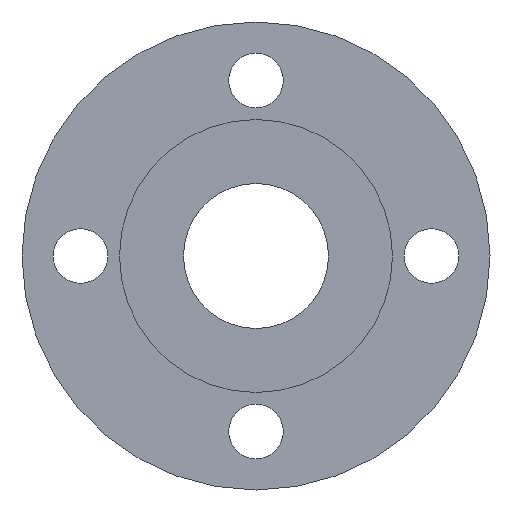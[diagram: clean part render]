
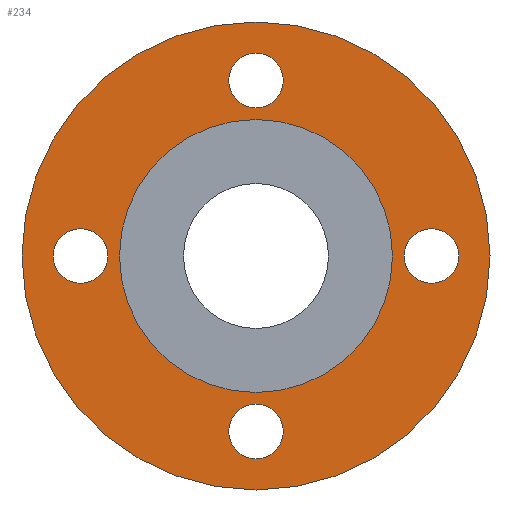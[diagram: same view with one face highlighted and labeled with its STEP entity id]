
A CAD part, front view. The second image highlights one B-rep face of the part: STEP entity #234.
In plain terms, the highlighted planar face has unit normal (0, -1, 0).
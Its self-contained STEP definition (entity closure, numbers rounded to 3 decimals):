
#2 = CARTESIAN_POINT ( 'NONE',  ( 0., 2., -45. ) ) ;
#8 = ORIENTED_EDGE ( 'NONE', *, *, #573, .F. ) ;
#10 = CARTESIAN_POINT ( 'NONE',  ( 0., 2., -60. ) ) ;
#33 = AXIS2_PLACEMENT_3D ( 'NONE', #373, #328, #751 ) ;
#37 = EDGE_CURVE ( 'NONE', #409, #309, #232, .T. ) ;
#40 = VERTEX_POINT ( 'NONE', #398 ) ;
#44 = FACE_BOUND ( 'NONE', #300, .T. ) ;
#65 = CARTESIAN_POINT ( 'NONE',  ( 0., 2., 52. ) ) ;
#84 = EDGE_LOOP ( 'NONE', ( #753, #449 ) ) ;
#87 = EDGE_CURVE ( 'NONE', #767, #527, #508, .T. ) ;
#93 = DIRECTION ( 'NONE',  ( 0., -1., 0. ) ) ;
#111 = DIRECTION ( 'NONE',  ( 0., 1., 0. ) ) ;
#116 = EDGE_LOOP ( 'NONE', ( #351, #119 ) ) ;
#119 = ORIENTED_EDGE ( 'NONE', *, *, #758, .F. ) ;
#120 = CARTESIAN_POINT ( 'NONE',  ( 0., 2., 0. ) ) ;
#124 = DIRECTION ( 'NONE',  ( 0., 0., -1. ) ) ;
#137 = CIRCLE ( 'NONE', #602, 7. ) ;
#138 = DIRECTION ( 'NONE',  ( 0., -1., 0. ) ) ;
#139 = CIRCLE ( 'NONE', #590, 7. ) ;
#143 = CARTESIAN_POINT ( 'NONE',  ( 0., 2., -45. ) ) ;
#147 = ORIENTED_EDGE ( 'NONE', *, *, #37, .F. ) ;
#150 = CIRCLE ( 'NONE', #33, 60. ) ;
#155 = CARTESIAN_POINT ( 'NONE',  ( -45., 2., 0. ) ) ;
#162 = DIRECTION ( 'NONE',  ( 0., 0., -1. ) ) ;
#199 = CARTESIAN_POINT ( 'NONE',  ( 0., 2., 38. ) ) ;
#223 = CIRCLE ( 'NONE', #336, 7. ) ;
#226 = VERTEX_POINT ( 'NONE', #720 ) ;
#232 = CIRCLE ( 'NONE', #787, 7. ) ;
#234 = ADVANCED_FACE ( 'NONE', ( #526, #538, #44, #291, #407, #727 ), #731, .T. ) ;
#237 = DIRECTION ( 'NONE',  ( 0., 1., 0. ) ) ;
#238 = DIRECTION ( 'NONE',  ( 0., -1., 0. ) ) ;
#249 = EDGE_LOOP ( 'NONE', ( #147, #729 ) ) ;
#254 = CARTESIAN_POINT ( 'NONE',  ( 0., 2., 45. ) ) ;
#259 = AXIS2_PLACEMENT_3D ( 'NONE', #780, #138, #382 ) ;
#265 = DIRECTION ( 'NONE',  ( 0., 0., -1. ) ) ;
#266 = DIRECTION ( 'NONE',  ( 0., 0., -1. ) ) ;
#270 = CARTESIAN_POINT ( 'NONE',  ( 0., 2., 0. ) ) ;
#283 = ORIENTED_EDGE ( 'NONE', *, *, #488, .F. ) ;
#291 = FACE_BOUND ( 'NONE', #576, .T. ) ;
#293 = AXIS2_PLACEMENT_3D ( 'NONE', #456, #714, #266 ) ;
#297 = CARTESIAN_POINT ( 'NONE',  ( 45., 2., 0. ) ) ;
#300 = EDGE_LOOP ( 'NONE', ( #8, #283 ) ) ;
#307 = CIRCLE ( 'NONE', #293, 7. ) ;
#309 = VERTEX_POINT ( 'NONE', #65 ) ;
#319 = DIRECTION ( 'NONE',  ( 0., -1., 0. ) ) ;
#324 = AXIS2_PLACEMENT_3D ( 'NONE', #120, #237, #416 ) ;
#328 = DIRECTION ( 'NONE',  ( 0., 1., 0. ) ) ;
#335 = AXIS2_PLACEMENT_3D ( 'NONE', #794, #238, #162 ) ;
#336 = AXIS2_PLACEMENT_3D ( 'NONE', #254, #356, #124 ) ;
#341 = DIRECTION ( 'NONE',  ( 0., 0., -1. ) ) ;
#344 = CARTESIAN_POINT ( 'NONE',  ( 0., 2., -35. ) ) ;
#351 = ORIENTED_EDGE ( 'NONE', *, *, #647, .F. ) ;
#353 = VERTEX_POINT ( 'NONE', #686 ) ;
#356 = DIRECTION ( 'NONE',  ( 0., -1., 0. ) ) ;
#364 = VERTEX_POINT ( 'NONE', #422 ) ;
#367 = ORIENTED_EDGE ( 'NONE', *, *, #682, .F. ) ;
#373 = CARTESIAN_POINT ( 'NONE',  ( 0., 2., 0. ) ) ;
#375 = ORIENTED_EDGE ( 'NONE', *, *, #87, .F. ) ;
#382 = DIRECTION ( 'NONE',  ( 0., 0., -1. ) ) ;
#391 = CARTESIAN_POINT ( 'NONE',  ( 45., 2., -7. ) ) ;
#398 = CARTESIAN_POINT ( 'NONE',  ( -45., 2., 7. ) ) ;
#407 = FACE_BOUND ( 'NONE', #84, .T. ) ;
#409 = VERTEX_POINT ( 'NONE', #199 ) ;
#414 = VERTEX_POINT ( 'NONE', #442 ) ;
#416 = DIRECTION ( 'NONE',  ( 0., 0., 1. ) ) ;
#422 = CARTESIAN_POINT ( 'NONE',  ( 0., 2., 35. ) ) ;
#424 = DIRECTION ( 'NONE',  ( 0., 0., 1. ) ) ;
#434 = AXIS2_PLACEMENT_3D ( 'NONE', #2, #607, #743 ) ;
#442 = CARTESIAN_POINT ( 'NONE',  ( 0., 2., -38. ) ) ;
#449 = ORIENTED_EDGE ( 'NONE', *, *, #524, .T. ) ;
#452 = DIRECTION ( 'NONE',  ( 0., 0., -1. ) ) ;
#456 = CARTESIAN_POINT ( 'NONE',  ( -45., 2., 0. ) ) ;
#458 = CIRCLE ( 'NONE', #324, 60. ) ;
#477 = CARTESIAN_POINT ( 'NONE',  ( 0., 2., 0. ) ) ;
#484 = AXIS2_PLACEMENT_3D ( 'NONE', #270, #703, #707 ) ;
#488 = EDGE_CURVE ( 'NONE', #40, #353, #307, .T. ) ;
#496 = AXIS2_PLACEMENT_3D ( 'NONE', #477, #111, #424 ) ;
#508 = CIRCLE ( 'NONE', #259, 7. ) ;
#520 = CARTESIAN_POINT ( 'NONE',  ( 0., 2., 45. ) ) ;
#524 = EDGE_CURVE ( 'NONE', #742, #364, #669, .T. ) ;
#526 = FACE_BOUND ( 'NONE', #545, .T. ) ;
#527 = VERTEX_POINT ( 'NONE', #391 ) ;
#535 = AXIS2_PLACEMENT_3D ( 'NONE', #297, #665, #793 ) ;
#538 = FACE_BOUND ( 'NONE', #249, .T. ) ;
#545 = EDGE_LOOP ( 'NONE', ( #687, #375 ) ) ;
#561 = CIRCLE ( 'NONE', #496, 35. ) ;
#571 = VERTEX_POINT ( 'NONE', #770 ) ;
#573 = EDGE_CURVE ( 'NONE', #353, #40, #139, .T. ) ;
#576 = EDGE_LOOP ( 'NONE', ( #726, #367 ) ) ;
#590 = AXIS2_PLACEMENT_3D ( 'NONE', #155, #93, #341 ) ;
#602 = AXIS2_PLACEMENT_3D ( 'NONE', #143, #319, #265 ) ;
#607 = DIRECTION ( 'NONE',  ( 0., -1., 0. ) ) ;
#612 = EDGE_CURVE ( 'NONE', #527, #767, #644, .T. ) ;
#644 = CIRCLE ( 'NONE', #535, 7. ) ;
#647 = EDGE_CURVE ( 'NONE', #226, #750, #458, .T. ) ;
#661 = EDGE_CURVE ( 'NONE', #364, #742, #561, .T. ) ;
#665 = DIRECTION ( 'NONE',  ( 0., -1., 0. ) ) ;
#669 = CIRCLE ( 'NONE', #484, 35. ) ;
#672 = EDGE_CURVE ( 'NONE', #309, #409, #223, .T. ) ;
#682 = EDGE_CURVE ( 'NONE', #414, #571, #791, .T. ) ;
#686 = CARTESIAN_POINT ( 'NONE',  ( -45., 2., -7. ) ) ;
#687 = ORIENTED_EDGE ( 'NONE', *, *, #612, .F. ) ;
#691 = CARTESIAN_POINT ( 'NONE',  ( 45., 2., 7. ) ) ;
#703 = DIRECTION ( 'NONE',  ( 0., 1., 0. ) ) ;
#707 = DIRECTION ( 'NONE',  ( 0., 0., 1. ) ) ;
#714 = DIRECTION ( 'NONE',  ( 0., -1., 0. ) ) ;
#720 = CARTESIAN_POINT ( 'NONE',  ( 0., 2., 60. ) ) ;
#726 = ORIENTED_EDGE ( 'NONE', *, *, #784, .F. ) ;
#727 = FACE_OUTER_BOUND ( 'NONE', #116, .T. ) ;
#729 = ORIENTED_EDGE ( 'NONE', *, *, #672, .F. ) ;
#731 = PLANE ( 'NONE',  #335 ) ;
#742 = VERTEX_POINT ( 'NONE', #344 ) ;
#743 = DIRECTION ( 'NONE',  ( 0., 0., -1. ) ) ;
#750 = VERTEX_POINT ( 'NONE', #10 ) ;
#751 = DIRECTION ( 'NONE',  ( 0., 0., 1. ) ) ;
#753 = ORIENTED_EDGE ( 'NONE', *, *, #661, .T. ) ;
#758 = EDGE_CURVE ( 'NONE', #750, #226, #150, .T. ) ;
#767 = VERTEX_POINT ( 'NONE', #691 ) ;
#770 = CARTESIAN_POINT ( 'NONE',  ( 0., 2., -52. ) ) ;
#775 = DIRECTION ( 'NONE',  ( 0., -1., 0. ) ) ;
#780 = CARTESIAN_POINT ( 'NONE',  ( 45., 2., 0. ) ) ;
#784 = EDGE_CURVE ( 'NONE', #571, #414, #137, .T. ) ;
#787 = AXIS2_PLACEMENT_3D ( 'NONE', #520, #775, #452 ) ;
#791 = CIRCLE ( 'NONE', #434, 7. ) ;
#793 = DIRECTION ( 'NONE',  ( 0., 0., -1. ) ) ;
#794 = CARTESIAN_POINT ( 'NONE',  ( 0., 2., 35. ) ) ;
